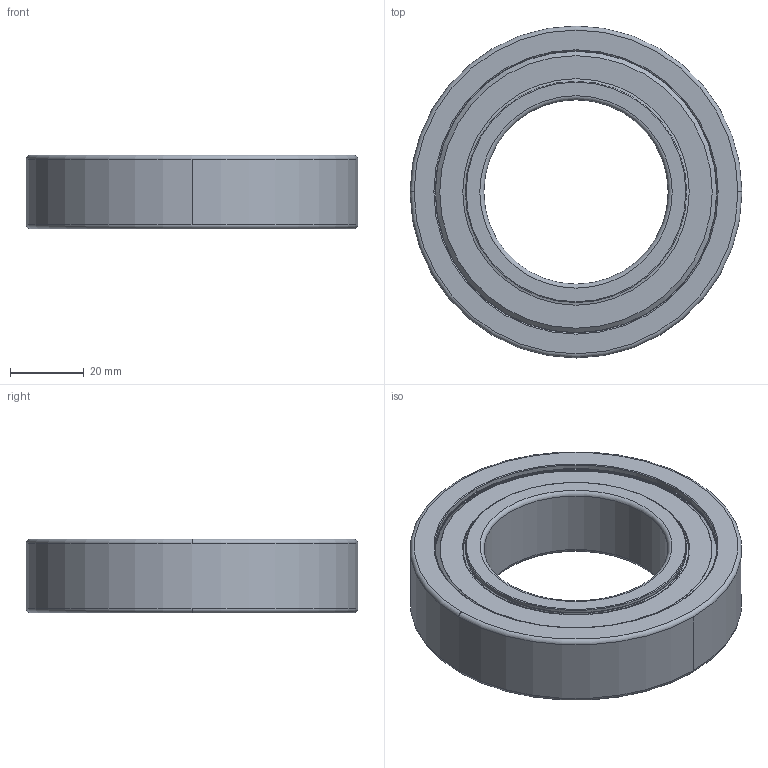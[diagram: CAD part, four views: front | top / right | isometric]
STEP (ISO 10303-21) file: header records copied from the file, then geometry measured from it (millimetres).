
FILE_DESCRIPTION(('STEP AP214'),'1');
FILE_NAME('6210ZZ.step','2019-09-01T02:33:05',(' '),(' '),'Spatial InterOp 3D',' ',' ');
FILE_SCHEMA(('automotive_design'));
Length unit declared in the file: millimetre
Products named in the file (4): 1; 2; 3; 4
Bounding box: 90 x 90 x 20 mm (x, y, z)
Volume: 62784.6 mm3; surface area: 39606.6 mm2
Topology: 4 solids, 4 shells, 181 faces, 601 edges, 419 vertices
Faces by surface type: torus 57, sphere 52, plane 38, cylinder 24, cone 8, revolution 2
Full cylindrical faces by diameter (mm): 50 x1, 60 x2, 61.426 x1, 61.667 x1, 63.333 x2, 65 x1, 75 x1, 76.306 x1, 76.667 x2
Entity records: 11028 total; most frequent: CARTESIAN_POINT 4746, DIRECTION 1012, ORIENTED_EDGE 974, AXIS2_PLACEMENT_3D 496, EDGE_CURVE 487, VERTEX_POINT 365, CIRCLE 313, EDGE_LOOP 266
